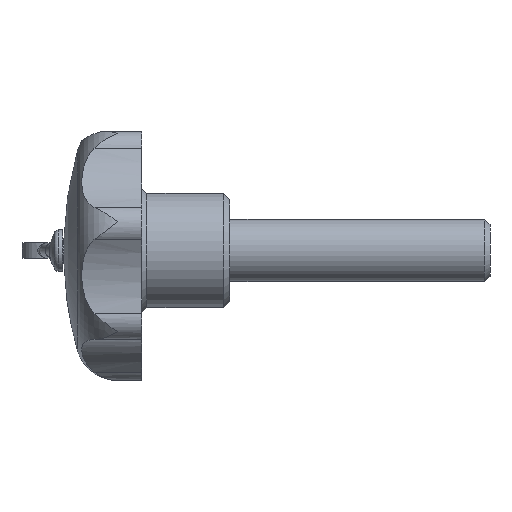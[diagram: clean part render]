
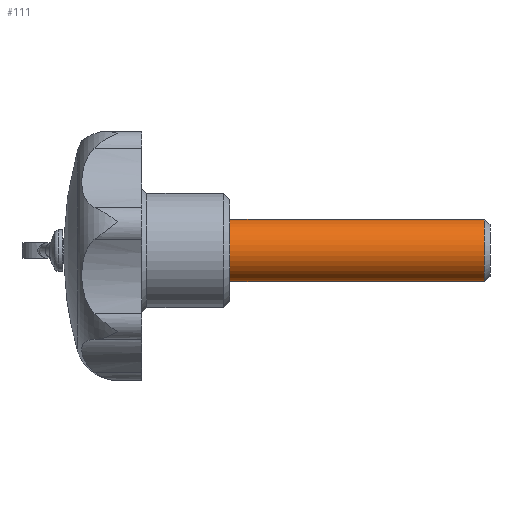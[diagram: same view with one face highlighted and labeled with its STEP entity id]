
A CAD part, left-side view. The second image highlights one B-rep face of the part: STEP entity #111.
In plain terms, the highlighted cylindrical face has radius 6 mm (diameter 12 mm), a full revolution.
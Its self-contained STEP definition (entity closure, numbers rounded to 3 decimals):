
#111 = ADVANCED_FACE( '', ( #261, #262 ), #263, .T. );
#261 = FACE_OUTER_BOUND( '', #459, .T. );
#262 = FACE_OUTER_BOUND( '', #460, .T. );
#263 = CYLINDRICAL_SURFACE( '', #461, 6. );
#459 = EDGE_LOOP( '', ( #734 ) );
#460 = EDGE_LOOP( '', ( #735 ) );
#461 = AXIS2_PLACEMENT_3D( '', #736, #737, #738 );
#734 = ORIENTED_EDGE( '', *, *, #1128, .F. );
#735 = ORIENTED_EDGE( '', *, *, #1172, .T. );
#736 = CARTESIAN_POINT( '', ( 0., -50., 0. ) );
#737 = DIRECTION( '', ( 0., 1., 0. ) );
#738 = DIRECTION( '', ( 0., 0., -1. ) );
#1128 = EDGE_CURVE( '', #1341, #1341, #1342, .T. );
#1172 = EDGE_CURVE( '', #1417, #1417, #1418, .T. );
#1341 = VERTEX_POINT( '', #1792 );
#1342 = CIRCLE( '', #1793, 6. );
#1417 = VERTEX_POINT( '', #1971 );
#1418 = CIRCLE( '', #1972, 6. );
#1792 = CARTESIAN_POINT( '', ( 0., -48.927, -6. ) );
#1793 = AXIS2_PLACEMENT_3D( '', #2410, #2411, #2412 );
#1971 = CARTESIAN_POINT( '', ( 0., 0., -6. ) );
#1972 = AXIS2_PLACEMENT_3D( '', #2478, #2479, #2480 );
#2410 = CARTESIAN_POINT( '', ( 0., -48.927, 0. ) );
#2411 = DIRECTION( '', ( 0., -1., 0. ) );
#2412 = DIRECTION( '', ( 0., 0., -1. ) );
#2478 = CARTESIAN_POINT( '', ( 0., 0., 0. ) );
#2479 = DIRECTION( '', ( 0., -1., 0. ) );
#2480 = DIRECTION( '', ( 0., 0., -1. ) );
